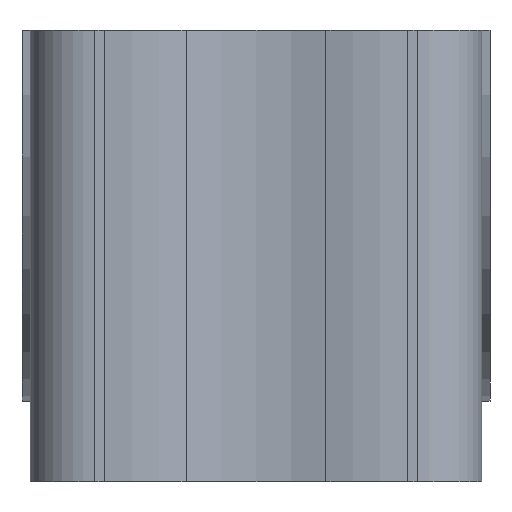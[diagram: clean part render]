
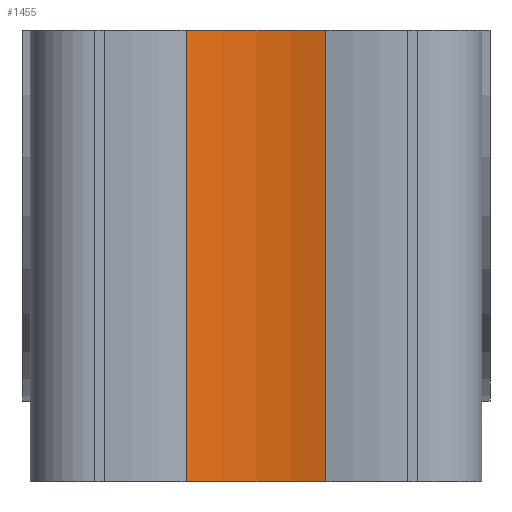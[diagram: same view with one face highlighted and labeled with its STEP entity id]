
A CAD part, left-side view. The second image highlights one B-rep face of the part: STEP entity #1455.
In plain terms, the highlighted cylindrical face has radius 70 mm (diameter 140 mm), a partial arc.
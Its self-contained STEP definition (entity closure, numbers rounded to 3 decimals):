
#163 = FACE_OUTER_BOUND ( 'NONE', #1625, .T. ) ;
#245 = ORIENTED_EDGE ( 'NONE', *, *, #390, .F. ) ;
#258 = CARTESIAN_POINT ( 'NONE',  ( -136.433, -21.651, 140. ) ) ;
#314 = VERTEX_POINT ( 'NONE', #1114 ) ;
#329 = CYLINDRICAL_SURFACE ( 'NONE', #1636, 70. ) ;
#347 = EDGE_CURVE ( 'NONE', #314, #943, #872, .T. ) ;
#386 = DIRECTION ( 'NONE',  ( 0., 0., -1. ) ) ;
#390 = EDGE_CURVE ( 'NONE', #513, #943, #1091, .T. ) ;
#448 = ORIENTED_EDGE ( 'NONE', *, *, #1222, .F. ) ;
#496 = DIRECTION ( 'NONE',  ( -1., 0., 0. ) ) ;
#513 = VERTEX_POINT ( 'NONE', #1489 ) ;
#587 = CARTESIAN_POINT ( 'NONE',  ( -203., 0., 140. ) ) ;
#790 = EDGE_CURVE ( 'NONE', #1047, #314, #1238, .T. ) ;
#792 = DIRECTION ( 'NONE',  ( 0., 0., -1. ) ) ;
#872 = CIRCLE ( 'NONE', #1237, 70. ) ;
#940 = DIRECTION ( 'NONE',  ( 0., 0., -1. ) ) ;
#943 = VERTEX_POINT ( 'NONE', #1594 ) ;
#1016 = CARTESIAN_POINT ( 'NONE',  ( -136.433, 21.651, 140. ) ) ;
#1031 = CARTESIAN_POINT ( 'NONE',  ( -203., 0., 0. ) ) ;
#1047 = VERTEX_POINT ( 'NONE', #1144 ) ;
#1076 = CIRCLE ( 'NONE', #1096, 70. ) ;
#1086 = DIRECTION ( 'NONE',  ( -1., 0., 0. ) ) ;
#1091 = LINE ( 'NONE', #258, #1960 ) ;
#1096 = AXIS2_PLACEMENT_3D ( 'NONE', #1405, #386, #1086 ) ;
#1114 = CARTESIAN_POINT ( 'NONE',  ( -136.433, 21.651, 0. ) ) ;
#1123 = DIRECTION ( 'NONE',  ( 0., 0., -1. ) ) ;
#1144 = CARTESIAN_POINT ( 'NONE',  ( -136.433, 21.651, 140. ) ) ;
#1222 = EDGE_CURVE ( 'NONE', #1047, #513, #1076, .T. ) ;
#1237 = AXIS2_PLACEMENT_3D ( 'NONE', #1031, #1255, #1795 ) ;
#1238 = LINE ( 'NONE', #1016, #1756 ) ;
#1255 = DIRECTION ( 'NONE',  ( 0., 0., -1. ) ) ;
#1405 = CARTESIAN_POINT ( 'NONE',  ( -203., 0., 140. ) ) ;
#1455 = ADVANCED_FACE ( 'NONE', ( #163 ), #329, .F. ) ;
#1489 = CARTESIAN_POINT ( 'NONE',  ( -136.433, -21.651, 140. ) ) ;
#1594 = CARTESIAN_POINT ( 'NONE',  ( -136.433, -21.651, 0. ) ) ;
#1605 = ORIENTED_EDGE ( 'NONE', *, *, #790, .T. ) ;
#1625 = EDGE_LOOP ( 'NONE', ( #2020, #245, #448, #1605 ) ) ;
#1636 = AXIS2_PLACEMENT_3D ( 'NONE', #587, #1123, #496 ) ;
#1756 = VECTOR ( 'NONE', #940, 1000. ) ;
#1795 = DIRECTION ( 'NONE',  ( -1., 0., 0. ) ) ;
#1960 = VECTOR ( 'NONE', #792, 1000. ) ;
#2020 = ORIENTED_EDGE ( 'NONE', *, *, #347, .T. ) ;
